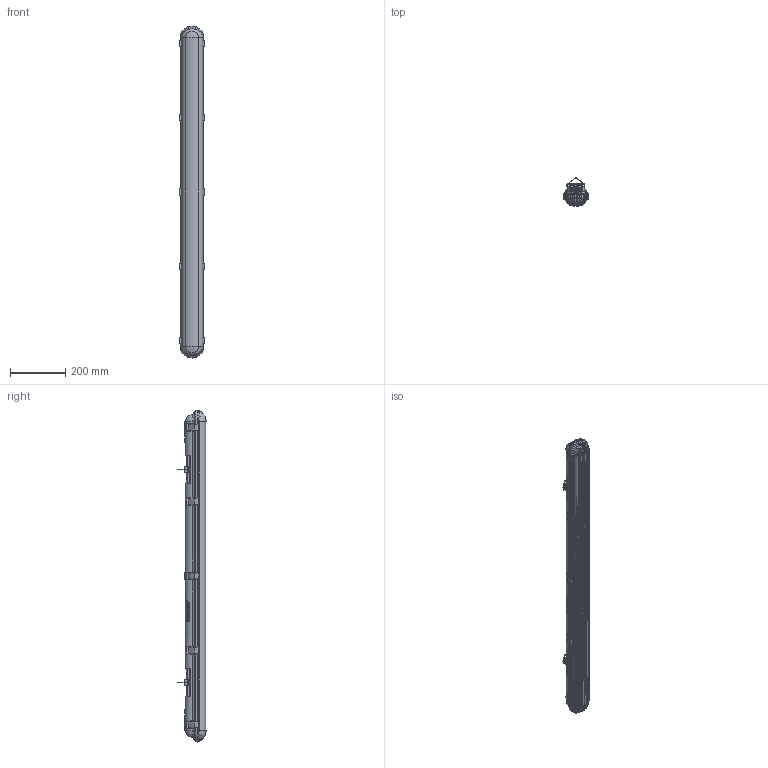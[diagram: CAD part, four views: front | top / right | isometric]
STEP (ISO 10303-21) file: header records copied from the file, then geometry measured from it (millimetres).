
FILE_DESCRIPTION (( 'STEP AP214' ), '1' );
FILE_NAME ('PRACHT_LUNA PRO_3D_1200mm.STEP', '2023-02-14T07:22:44', ( '' ), ( '' ), 'SwSTEP 2.0', 'SolidWorks 2022', '' );
FILE_SCHEMA (( 'AUTOMOTIVE_DESIGN' ));
Length unit declared in the file: millimetre
Products named in the file (13): WL0101_000001_Gehäuse 4ft; WL0101_001002_Wannenclip_Achse; WL0101_001003_Wannenclip_Mittelstück; WL0101_000006_Dichtung LUNA BL 4ft; WL0101_000003_Träger 4ft; WL0101_000002_Wanne 4ft; PRACHT_LUNA PRO_3D_1200mm; WL0101_001004_Wannenclip_LUNA BL; WL0101_000007_Würgestopfen LUNA BL; WL0101_001000_Baugruppe_Wannenclip; LG06O-12_Treiber_groß; WL0101_000005_Pendelaufhängung LUNA BL; WL0101_000004_Befestigungsklammer LUNA BL
Assembly tree (24 placements, depth 3):
  PRACHT_LUNA PRO_3D_1200mm
    WL0101_000001_Gehäuse 4ft
    WL0101_000002_Wanne 4ft
    WL0101_000003_Träger 4ft
    WL0101_000006_Dichtung LUNA BL 4ft
    WL0101_000004_Befestigungsklammer LUNA BL  x2
    WL0101_000005_Pendelaufhängung LUNA BL  x2
    WL0101_000007_Würgestopfen LUNA BL  x2
    WL0101_001000_Baugruppe_Wannenclip  x10
      WL0101_001004_Wannenclip_LUNA BL
      WL0101_001002_Wannenclip_Achse
      WL0101_001003_Wannenclip_Mittelstück
    LG06O-12_Treiber_groß
Bounding box: 90.41 x 102.21 x 1200.6 mm (x, y, z)
Volume: 920079.1 mm3; surface area: 1117838.6 mm2
Topology: 48 solids, 48 shells, 6087 faces, 16660 edges, 10577 vertices
Faces by surface type: plane 2856, cylinder 1971, torus 607, bspline 399, cone 222, sphere 32
Full cylindrical faces by diameter (mm): 1 x1
Entity records: 168560 total; most frequent: CARTESIAN_POINT 41892, ORIENTED_EDGE 26136, DIRECTION 23344, EDGE_CURVE 13068, LINE 8506, VECTOR 8506, VERTEX_POINT 8415, AXIS2_PLACEMENT_3D 7419
